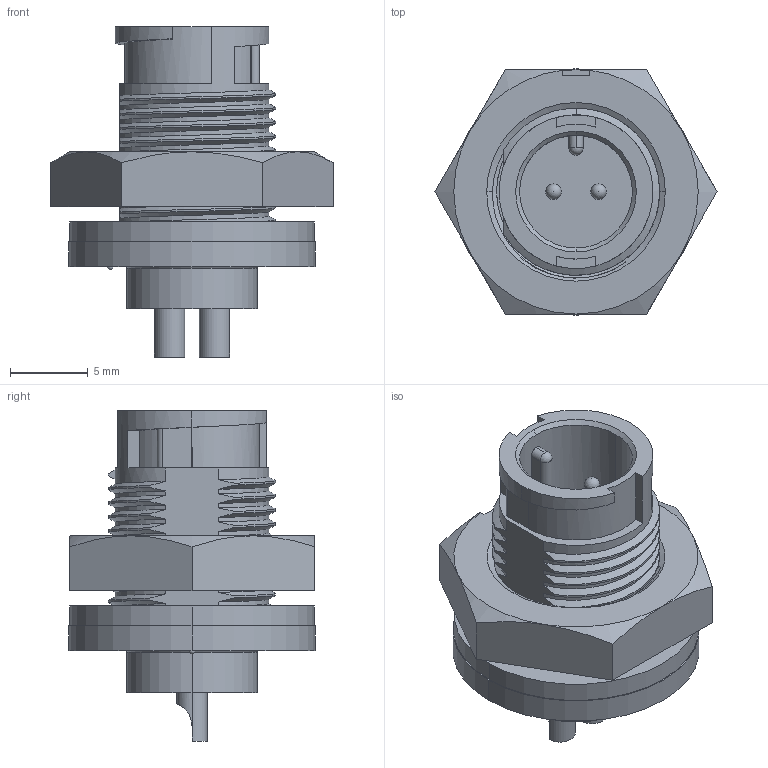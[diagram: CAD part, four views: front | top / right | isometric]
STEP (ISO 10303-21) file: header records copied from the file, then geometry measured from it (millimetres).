
FILE_DESCRIPTION (( 'STEP AP203' ), '1' );
FILE_NAME ('17282-2PG-3ES.STEP', '2013-05-24T13:28:19', ( '21FPBF1' ), ( 'Conxall' ), 'SwSTEP 2.0', 'SolidWorks 2012', '' );
FILE_SCHEMA (( 'CONFIG_CONTROL_DESIGN' ));
Length unit declared in the file: inch
Products named in the file (1): 17282-2PG-3ES
Bounding box: 18.18 x 15.88 x 21.29 mm (x, y, z)
Volume: 1820.5 mm3; surface area: 2011.1 mm2
Topology: 2 solids, 2 shells, 155 faces, 416 edges, 271 vertices
Faces by surface type: cylinder 72, plane 41, bspline 24, cone 12, sphere 4, torus 2
Entity records: 11674 total; most frequent: CARTESIAN_POINT 8154, ORIENTED_EDGE 816, DIRECTION 609, EDGE_CURVE 408, VERTEX_POINT 267, AXIS2_PLACEMENT_3D 221, LINE 167, VECTOR 167
